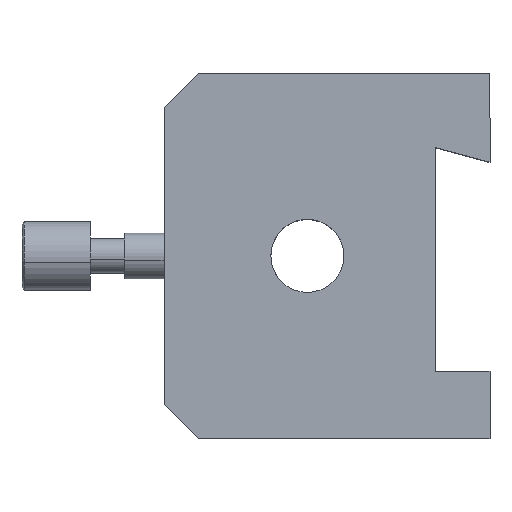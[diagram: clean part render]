
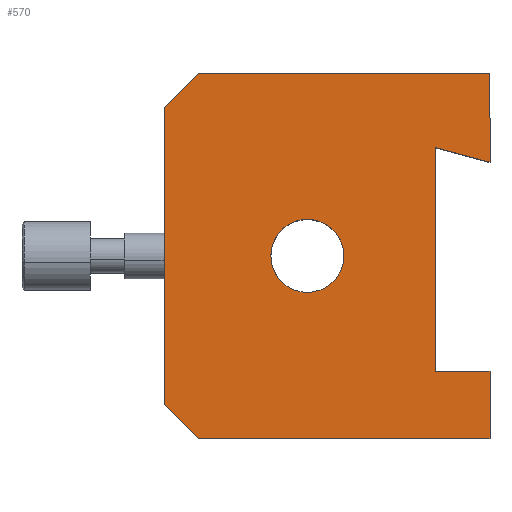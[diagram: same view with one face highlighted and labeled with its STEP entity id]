
A CAD part, top view. The second image highlights one B-rep face of the part: STEP entity #570.
In plain terms, the highlighted planar face has unit normal (0, 0, 1).
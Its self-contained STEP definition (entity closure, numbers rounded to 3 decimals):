
#4 = VECTOR ( 'NONE', #27, 1000. ) ;
#5 = LINE ( 'NONE', #545, #995 ) ;
#6 = VERTEX_POINT ( 'NONE', #857 ) ;
#27 = DIRECTION ( 'NONE',  ( 1., 0., 0. ) ) ;
#33 = EDGE_CURVE ( 'NONE', #456, #760, #814, .T. ) ;
#48 = EDGE_CURVE ( 'NONE', #954, #895, #5, .T. ) ;
#56 = DIRECTION ( 'NONE',  ( 0., -1., 0. ) ) ;
#57 = EDGE_CURVE ( 'NONE', #252, #954, #588, .T. ) ;
#66 = DIRECTION ( 'NONE',  ( -0.966, 0.259, 0. ) ) ;
#78 = EDGE_CURVE ( 'NONE', #760, #456, #280, .T. ) ;
#86 = LINE ( 'NONE', #276, #859 ) ;
#88 = EDGE_CURVE ( 'NONE', #6, #252, #86, .T. ) ;
#93 = CARTESIAN_POINT ( 'NONE',  ( -4.223, -1.6, 39.85 ) ) ;
#97 = ORIENTED_EDGE ( 'NONE', *, *, #33, .F. ) ;
#100 = VERTEX_POINT ( 'NONE', #505 ) ;
#102 = VECTOR ( 'NONE', #358, 1000. ) ;
#113 = ORIENTED_EDGE ( 'NONE', *, *, #915, .T. ) ;
#138 = DIRECTION ( 'NONE',  ( -0.707, -0.707, 0. ) ) ;
#147 = CARTESIAN_POINT ( 'NONE',  ( 5.227, 7.886, 39.85 ) ) ;
#153 = CARTESIAN_POINT ( 'NONE',  ( 5.227, 7.886, 39.85 ) ) ;
#154 = ORIENTED_EDGE ( 'NONE', *, *, #88, .T. ) ;
#155 = LINE ( 'NONE', #147, #738 ) ;
#157 = VECTOR ( 'NONE', #138, 1000. ) ;
#158 = ORIENTED_EDGE ( 'NONE', *, *, #78, .F. ) ;
#161 = VECTOR ( 'NONE', #226, 1000. ) ;
#175 = LINE ( 'NONE', #751, #157 ) ;
#207 = DIRECTION ( 'NONE',  ( 0., 1., 0. ) ) ;
#224 = CARTESIAN_POINT ( 'NONE',  ( -9.173, -1.6, 39.85 ) ) ;
#226 = DIRECTION ( 'NONE',  ( -1., 0., 0. ) ) ;
#230 = LINE ( 'NONE', #360, #4 ) ;
#240 = ORIENTED_EDGE ( 'NONE', *, *, #881, .T. ) ;
#249 = ORIENTED_EDGE ( 'NONE', *, *, #942, .F. ) ;
#252 = VERTEX_POINT ( 'NONE', #784 ) ;
#256 = ORIENTED_EDGE ( 'NONE', *, *, #57, .T. ) ;
#276 = CARTESIAN_POINT ( 'NONE',  ( -17.848, -15.225, 39.85 ) ) ;
#278 = VERTEX_POINT ( 'NONE', #563 ) ;
#280 = CIRCLE ( 'NONE', #556, 3.2 ) ;
#286 = VERTEX_POINT ( 'NONE', #287 ) ;
#287 = CARTESIAN_POINT ( 'NONE',  ( -15.473, 14.4, 39.85 ) ) ;
#325 = LINE ( 'NONE', #452, #102 ) ;
#329 = ORIENTED_EDGE ( 'NONE', *, *, #662, .T. ) ;
#344 = EDGE_LOOP ( 'NONE', ( #113, #154, #256, #376, #899, #249, #958, #240, #329, #1005 ) ) ;
#356 = LINE ( 'NONE', #839, #161 ) ;
#358 = DIRECTION ( 'NONE',  ( 0., -1., 0. ) ) ;
#359 = DIRECTION ( 'NONE',  ( 0., 0., 1. ) ) ;
#360 = CARTESIAN_POINT ( 'NONE',  ( 5.227, -11.7, 39.85 ) ) ;
#376 = ORIENTED_EDGE ( 'NONE', *, *, #48, .T. ) ;
#378 = FACE_OUTER_BOUND ( 'NONE', #344, .T. ) ;
#379 = CARTESIAN_POINT ( 'NONE',  ( 10.027, -11.7, 39.85 ) ) ;
#393 = DIRECTION ( 'NONE',  ( 1., 0., 0. ) ) ;
#395 = VECTOR ( 'NONE', #207, 1000. ) ;
#401 = DIRECTION ( 'NONE',  ( 1., 0., 0. ) ) ;
#452 = CARTESIAN_POINT ( 'NONE',  ( 5.227, 7.886, 39.85 ) ) ;
#454 = CARTESIAN_POINT ( 'NONE',  ( 10.027, 14.4, 39.85 ) ) ;
#456 = VERTEX_POINT ( 'NONE', #224 ) ;
#461 = EDGE_CURVE ( 'NONE', #278, #489, #155, .T. ) ;
#467 = CARTESIAN_POINT ( 'NONE',  ( -18.473, -17.6, 39.85 ) ) ;
#489 = VERTEX_POINT ( 'NONE', #153 ) ;
#505 = CARTESIAN_POINT ( 'NONE',  ( 10.027, 14.4, 39.85 ) ) ;
#522 = AXIS2_PLACEMENT_3D ( 'NONE', #765, #998, #401 ) ;
#545 = CARTESIAN_POINT ( 'NONE',  ( 10.027, 14.4, 39.85 ) ) ;
#546 = VECTOR ( 'NONE', #56, 1000. ) ;
#556 = AXIS2_PLACEMENT_3D ( 'NONE', #886, #359, #802 ) ;
#560 = DIRECTION ( 'NONE',  ( 0., 0., 1. ) ) ;
#563 = CARTESIAN_POINT ( 'NONE',  ( 10.027, 6.6, 39.85 ) ) ;
#570 = ADVANCED_FACE ( 'NONE', ( #571, #378 ), #852, .T. ) ;
#571 = FACE_BOUND ( 'NONE', #650, .T. ) ;
#588 = LINE ( 'NONE', #467, #971 ) ;
#591 = AXIS2_PLACEMENT_3D ( 'NONE', #93, #560, #629 ) ;
#594 = CARTESIAN_POINT ( 'NONE',  ( -18.473, 11.4, 39.85 ) ) ;
#612 = CARTESIAN_POINT ( 'NONE',  ( 5.227, -11.7, 39.85 ) ) ;
#628 = VERTEX_POINT ( 'NONE', #612 ) ;
#629 = DIRECTION ( 'NONE',  ( 1., 0., 0. ) ) ;
#650 = EDGE_LOOP ( 'NONE', ( #158, #97 ) ) ;
#662 = EDGE_CURVE ( 'NONE', #100, #286, #356, .T. ) ;
#666 = CARTESIAN_POINT ( 'NONE',  ( -18.473, 14.4, 39.85 ) ) ;
#693 = DIRECTION ( 'NONE',  ( 0., 1., 0. ) ) ;
#720 = DIRECTION ( 'NONE',  ( 0.707, -0.707, 0. ) ) ;
#738 = VECTOR ( 'NONE', #66, 1000. ) ;
#740 = LINE ( 'NONE', #666, #546 ) ;
#751 = CARTESIAN_POINT ( 'NONE',  ( -17.848, 12.025, 39.85 ) ) ;
#760 = VERTEX_POINT ( 'NONE', #798 ) ;
#765 = CARTESIAN_POINT ( 'NONE',  ( -5.973, -1.6, 39.85 ) ) ;
#784 = CARTESIAN_POINT ( 'NONE',  ( -15.473, -17.6, 39.85 ) ) ;
#787 = LINE ( 'NONE', #454, #395 ) ;
#798 = CARTESIAN_POINT ( 'NONE',  ( -2.773, -1.6, 39.85 ) ) ;
#801 = CARTESIAN_POINT ( 'NONE',  ( 10.027, -17.6, 39.85 ) ) ;
#802 = DIRECTION ( 'NONE',  ( 1., 0., 0. ) ) ;
#814 = CIRCLE ( 'NONE', #522, 3.2 ) ;
#816 = EDGE_CURVE ( 'NONE', #628, #895, #230, .T. ) ;
#839 = CARTESIAN_POINT ( 'NONE',  ( -18.473, 14.4, 39.85 ) ) ;
#852 = PLANE ( 'NONE',  #591 ) ;
#857 = CARTESIAN_POINT ( 'NONE',  ( -18.473, -14.6, 39.85 ) ) ;
#859 = VECTOR ( 'NONE', #720, 1000. ) ;
#881 = EDGE_CURVE ( 'NONE', #278, #100, #787, .T. ) ;
#882 = VERTEX_POINT ( 'NONE', #594 ) ;
#886 = CARTESIAN_POINT ( 'NONE',  ( -5.973, -1.6, 39.85 ) ) ;
#895 = VERTEX_POINT ( 'NONE', #379 ) ;
#899 = ORIENTED_EDGE ( 'NONE', *, *, #816, .F. ) ;
#904 = EDGE_CURVE ( 'NONE', #286, #882, #175, .T. ) ;
#915 = EDGE_CURVE ( 'NONE', #882, #6, #740, .T. ) ;
#942 = EDGE_CURVE ( 'NONE', #489, #628, #325, .T. ) ;
#954 = VERTEX_POINT ( 'NONE', #801 ) ;
#958 = ORIENTED_EDGE ( 'NONE', *, *, #461, .F. ) ;
#971 = VECTOR ( 'NONE', #393, 1000. ) ;
#995 = VECTOR ( 'NONE', #693, 1000. ) ;
#998 = DIRECTION ( 'NONE',  ( 0., 0., 1. ) ) ;
#1005 = ORIENTED_EDGE ( 'NONE', *, *, #904, .T. ) ;
